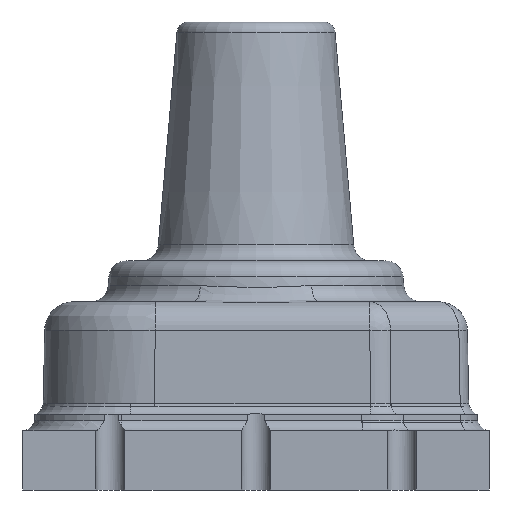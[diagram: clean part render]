
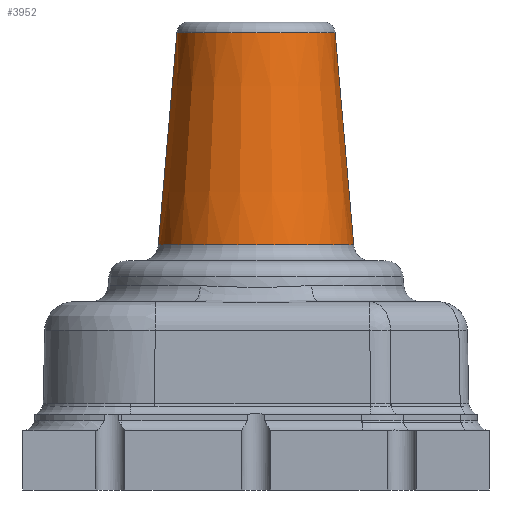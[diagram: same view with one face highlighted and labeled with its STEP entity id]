
A CAD part, left-side view. The second image highlights one B-rep face of the part: STEP entity #3952.
In plain terms, the highlighted conical face has half-angle 5 degrees and reference radius 1.517 mm.
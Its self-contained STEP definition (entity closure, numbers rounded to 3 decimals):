
#1221=CARTESIAN_POINT('',(28.1,-40.,6.827));
#1222=DIRECTION('',(0.,0.,1.));
#1223=DIRECTION('',(0.,1.,0.));
#1224=AXIS2_PLACEMENT_3D('',#1221,#1222,#1223);
#1226=DIRECTION('',(0.,0.087,0.996));
#1227=VECTOR('',#1226,3.657);
#1228=CARTESIAN_POINT('',(28.1,-41.676,3.184));
#1229=LINE('',#1228,#1227);
#1230=CARTESIAN_POINT('',(28.1,-40.,3.184));
#1231=DIRECTION('',(0.,0.,-1.));
#1232=DIRECTION('',(0.,-1.,0.));
#1233=AXIS2_PLACEMENT_3D('',#1230,#1231,#1232);
#1235=DIRECTION('',(0.,-0.087,0.996));
#1236=VECTOR('',#1235,3.657);
#1237=CARTESIAN_POINT('',(28.1,-38.324,3.184));
#1238=LINE('',#1237,#1236);
#2291=CARTESIAN_POINT('',(28.1,-38.324,3.184));
#2292=CARTESIAN_POINT('',(28.1,-41.676,3.184));
#2293=VERTEX_POINT('',#2291);
#2294=VERTEX_POINT('',#2292);
#2303=CARTESIAN_POINT('',(28.1,-41.357,6.827));
#2304=CARTESIAN_POINT('',(28.1,-38.643,6.827));
#2305=VERTEX_POINT('',#2303);
#2306=VERTEX_POINT('',#2304);
#3940=CARTESIAN_POINT('',(28.1,-40.,5.006));
#3941=DIRECTION('',(0.,0.,-1.));
#3942=DIRECTION('',(0.,1.,0.));
#3943=AXIS2_PLACEMENT_3D('',#3940,#3941,#3942);
#3944=CONICAL_SURFACE('',#3943,1.517,5.);
#3945=ORIENTED_EDGE('',*,*,#3934,.T.);
#3946=ORIENTED_EDGE('',*,*,#3890,.F.);
#3948=ORIENTED_EDGE('',*,*,#3947,.T.);
#3949=ORIENTED_EDGE('',*,*,#3887,.T.);
#3950=EDGE_LOOP('',(#3945,#3946,#3948,#3949));
#3951=FACE_OUTER_BOUND('',#3950,.F.);
#3952=ADVANCED_FACE('',(#3951),#3944,.T.);
#1225=CIRCLE('',#1224,1.357);
#1234=CIRCLE('',#1233,1.676);
#3887=EDGE_CURVE('',#2293,#2306,#1238,.T.);
#3890=EDGE_CURVE('',#2294,#2305,#1229,.T.);
#3934=EDGE_CURVE('',#2306,#2305,#1225,.T.);
#3947=EDGE_CURVE('',#2294,#2293,#1234,.T.);
